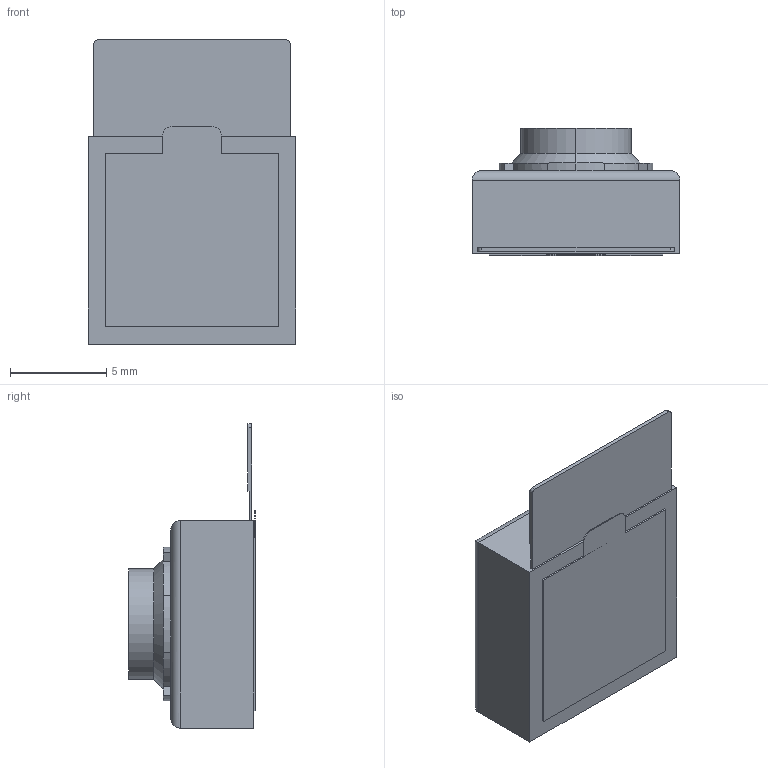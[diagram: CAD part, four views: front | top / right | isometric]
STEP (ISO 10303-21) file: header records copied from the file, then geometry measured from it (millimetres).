
FILE_DESCRIPTION (( 'STEP AP214' ), '1' );
FILE_NAME ('PY052.STEP', '2023-02-24T01:29:48', ( '' ), ( '' ), 'SwSTEP 2.0', 'SolidWorks 2021', '' );
FILE_SCHEMA (( 'AUTOMOTIVE_DESIGN' ));
Length unit declared in the file: millimetre
Products named in the file (1): PY052
Bounding box: 10.8 x 6.6 x 15.82 mm (x, y, z)
Volume: 566.3 mm3; surface area: 776.7 mm2
Topology: 3 solids, 3 shells, 78 faces, 193 edges, 126 vertices
Faces by surface type: plane 49, cylinder 23, cone 4, torus 2
Entity records: 2406 total; most frequent: CARTESIAN_POINT 432, DIRECTION 399, ORIENTED_EDGE 386, EDGE_CURVE 193, AXIS2_PLACEMENT_3D 137, VERTEX_POINT 126, VECTOR 125, LINE 125
